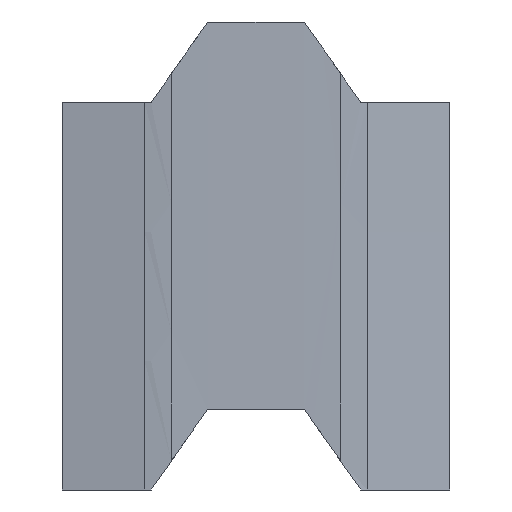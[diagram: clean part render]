
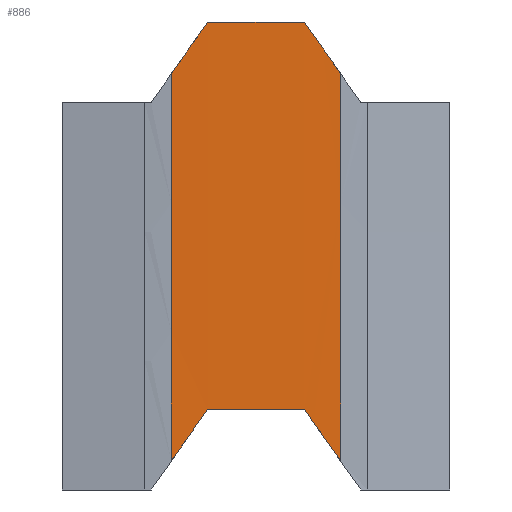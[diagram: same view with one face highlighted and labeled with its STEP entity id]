
A CAD part, front view. The second image highlights one B-rep face of the part: STEP entity #886.
In plain terms, the highlighted cylindrical face has radius 30000 mm (diameter 60000 mm), a partial arc.
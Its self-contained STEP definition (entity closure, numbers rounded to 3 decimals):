
#25=CYLINDRICAL_SURFACE('',#979,30000.);
#38=ELLIPSE('',#951,36623.238,30000.);
#40=ELLIPSE('',#957,36623.238,30000.);
#41=ELLIPSE('',#981,36623.238,30000.);
#42=ELLIPSE('',#982,36623.238,30000.);
#64=CIRCLE('',#978,30000.);
#65=CIRCLE('',#980,30000.);
#102=FACE_OUTER_BOUND('',#157,.T.);
#157=EDGE_LOOP('',(#661,#662,#663,#664,#665,#666,#667,#668));
#206=LINE('',#1361,#278);
#224=LINE('',#1479,#296);
#278=VECTOR('',#1067,10.);
#296=VECTOR('',#1143,10.);
#369=VERTEX_POINT('',#1346);
#370=VERTEX_POINT('',#1348);
#372=VERTEX_POINT('',#1359);
#380=VERTEX_POINT('',#1382);
#399=VERTEX_POINT('',#1460);
#401=VERTEX_POINT('',#1474);
#402=VERTEX_POINT('',#1476);
#403=VERTEX_POINT('',#1478);
#458=EDGE_CURVE('',#370,#369,#38,.T.);
#462=EDGE_CURVE('',#369,#372,#206,.T.);
#471=EDGE_CURVE('',#372,#380,#40,.T.);
#499=EDGE_CURVE('',#370,#399,#64,.T.);
#502=EDGE_CURVE('',#401,#380,#65,.T.);
#503=EDGE_CURVE('',#401,#402,#41,.T.);
#504=EDGE_CURVE('',#402,#403,#224,.T.);
#505=EDGE_CURVE('',#403,#399,#42,.T.);
#661=ORIENTED_EDGE('',*,*,#458,.T.);
#662=ORIENTED_EDGE('',*,*,#462,.T.);
#663=ORIENTED_EDGE('',*,*,#471,.T.);
#664=ORIENTED_EDGE('',*,*,#502,.F.);
#665=ORIENTED_EDGE('',*,*,#503,.T.);
#666=ORIENTED_EDGE('',*,*,#504,.T.);
#667=ORIENTED_EDGE('',*,*,#505,.T.);
#668=ORIENTED_EDGE('',*,*,#499,.F.);
#886=ADVANCED_FACE('',(#102),#25,.F.);
#951=AXIS2_PLACEMENT_3D('',#1349,#1061,#1062);
#957=AXIS2_PLACEMENT_3D('',#1389,#1079,#1080);
#978=AXIS2_PLACEMENT_3D('',#1461,#1135,#1136);
#979=AXIS2_PLACEMENT_3D('',#1473,#1137,#1138);
#980=AXIS2_PLACEMENT_3D('',#1475,#1139,#1140);
#981=AXIS2_PLACEMENT_3D('',#1477,#1141,#1142);
#982=AXIS2_PLACEMENT_3D('',#1480,#1144,#1145);
#1061=DIRECTION('center_axis',(0.819,0.,-0.574));
#1062=DIRECTION('ref_axis',(0.574,0.,0.819));
#1067=DIRECTION('',(1.,0.,0.));
#1079=DIRECTION('center_axis',(-0.819,0.,-0.574));
#1080=DIRECTION('ref_axis',(-0.574,0.,0.819));
#1135=DIRECTION('center_axis',(1.,0.,0.));
#1136=DIRECTION('ref_axis',(0.,1.,-0.006));
#1137=DIRECTION('center_axis',(1.,0.,0.));
#1138=DIRECTION('ref_axis',(0.,1.,0.));
#1139=DIRECTION('center_axis',(-1.,0.,0.));
#1140=DIRECTION('ref_axis',(0.,1.,-0.006));
#1141=DIRECTION('center_axis',(0.819,0.,0.574));
#1142=DIRECTION('ref_axis',(-0.574,0.,0.819));
#1143=DIRECTION('',(-1.,0.,0.));
#1144=DIRECTION('center_axis',(-0.819,0.,0.574));
#1145=DIRECTION('ref_axis',(0.574,0.,0.819));
#1346=CARTESIAN_POINT('',(-30.,-0.77,-215.));
#1348=CARTESIAN_POINT('',(-52.447,-1.017,-247.058));
#1349=CARTESIAN_POINT('Origin',(120.545,-30000.,0.));
#1359=CARTESIAN_POINT('',(30.,-0.77,-215.));
#1361=CARTESIAN_POINT('',(0.,-0.77,-215.));
#1382=CARTESIAN_POINT('',(52.447,-1.017,-247.058));
#1389=CARTESIAN_POINT('Origin',(-120.545,-30000.,0.));
#1460=CARTESIAN_POINT('',(-52.447,-0.001,-7.058));
#1461=CARTESIAN_POINT('Origin',(-52.447,-30000.,0.));
#1473=CARTESIAN_POINT('Origin',(0.,-30000.,0.));
#1474=CARTESIAN_POINT('',(52.447,-0.001,-7.058));
#1475=CARTESIAN_POINT('Origin',(52.447,-30000.,0.));
#1476=CARTESIAN_POINT('',(30.,-0.01,25.));
#1477=CARTESIAN_POINT('Origin',(47.505,-30000.,0.));
#1478=CARTESIAN_POINT('',(-30.,-0.01,25.));
#1479=CARTESIAN_POINT('',(0.,-0.01,25.));
#1480=CARTESIAN_POINT('Origin',(-47.505,-30000.,0.));
